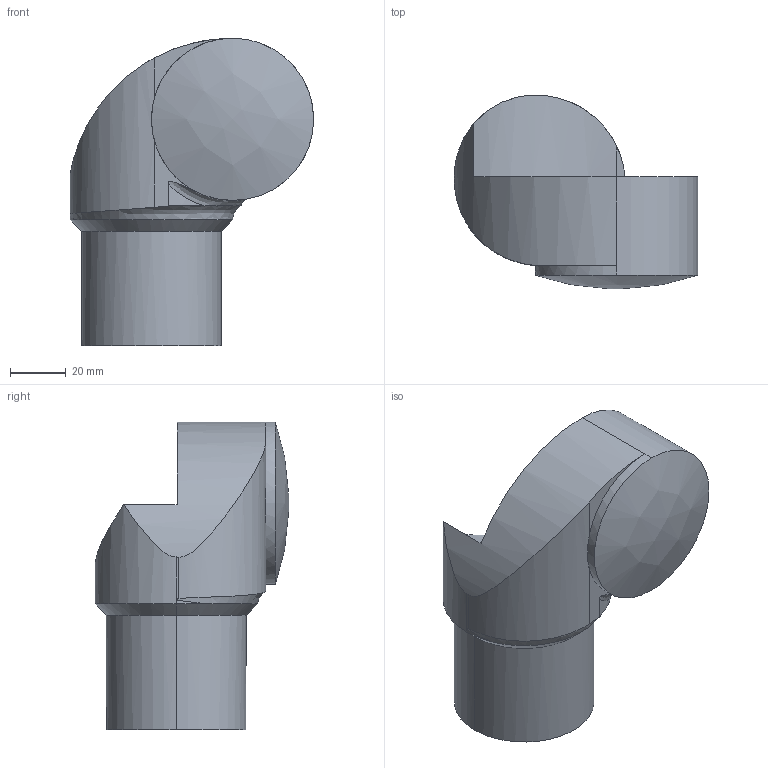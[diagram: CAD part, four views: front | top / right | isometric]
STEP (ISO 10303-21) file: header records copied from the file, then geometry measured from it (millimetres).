
FILE_DESCRIPTION(('FreeCAD Model'),'2;1');
FILE_NAME('Open CASCADE Shape Model','2021-07-06T19:18:37',('Author'),( ''),'Open CASCADE STEP processor 7.5','FreeCAD','Unknown');
FILE_SCHEMA(('AUTOMOTIVE_DESIGN { 1 0 10303 214 1 1 1 1 }'));
Length unit declared in the file: millimetre
Products named in the file (1): joint3
Bounding box: 87.02 x 69.32 x 110 mm (x, y, z)
Volume: 257755.6 mm3; surface area: 26957.3 mm2
Topology: 1 solids, 1 shells, 25 faces, 62 edges, 39 vertices
Faces by surface type: cylinder 14, plane 6, bspline 3, cone 2
Entity records: 10908 total; most frequent: CARTESIAN_POINT 9631, DIRECTION 159, ORIENTED_EDGE 124, PCURVE 124, DEFINITIONAL_REPRESENTATION 124, B_SPLINE_CURVE_WITH_KNOTS 86, LINE 75, VECTOR 75
